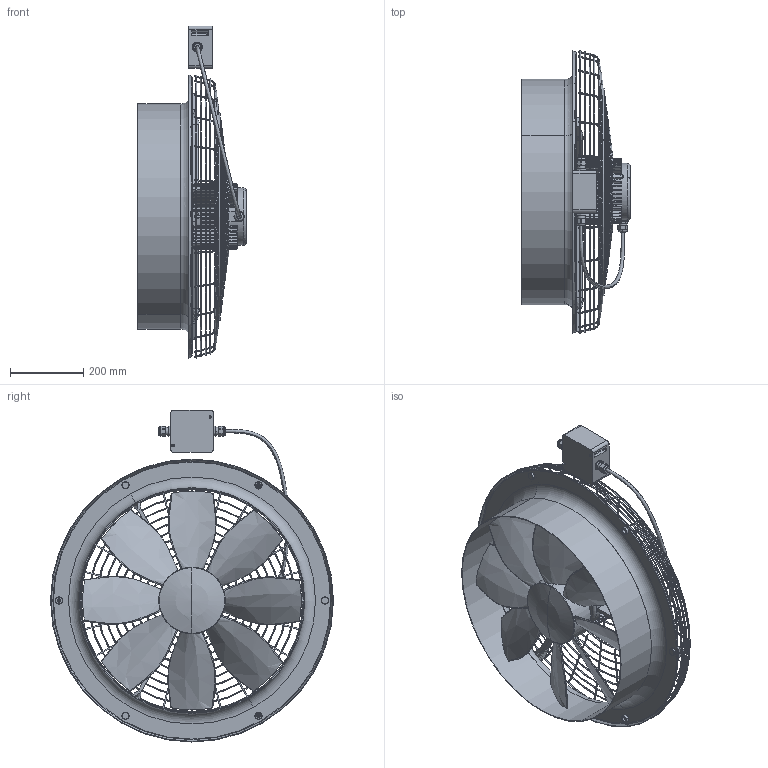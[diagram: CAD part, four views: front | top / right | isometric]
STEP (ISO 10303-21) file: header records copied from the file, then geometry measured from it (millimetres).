
FILE_DESCRIPTION(('Creo Elements/Direct Modeling STEP Export'),'2;1');
FILE_NAME('0094.0130_DZS_60_6_B_Ex_e.stp','2022-11-29T14:22:24',(''),(''),'PTC Creo Elements/Direct Modeling STEP processor for AP214 (Solid Model)','PTC Creo Elements/Direct Modeling 19.0C 15-Aug-2015 (C) Parametric Technology GmbH','');
FILE_SCHEMA(('AUTOMOTIVE_DESIGN { 1 0 10303 214 1 1 1 1 }'));
Products named in the file (4): 0094.0130_DZS_60_6_B_Ex_e; Klemmkasten; Kabel
Assembly tree (3 placements, depth 2):
  0094.0130_DZS_60_6_B_Ex_e
    Kabel
    Klemmkasten
    0094.0130_DZS_60_6_B_Ex_e
Bounding box: 295 x 770 x 903.51 mm (x, y, z)
Volume: 8880363.6 mm3; surface area: 2150501.4 mm2
Topology: 19 solids, 20 shells, 1884 faces, 5102 edges, 3275 vertices
Faces by surface type: plane 808, bspline 474, cylinder 293, torus 195, cone 98, extrusion 12, sphere 4
Entity records: 201009 total; most frequent: CARTESIAN_POINT 160135, ORIENTED_EDGE 10200, DIRECTION 5427, EDGE_CURVE 5100, VERTEX_POINT 3543, AXIS2_PLACEMENT_3D 2017, EDGE_LOOP 1955, ADVANCED_FACE 1884
